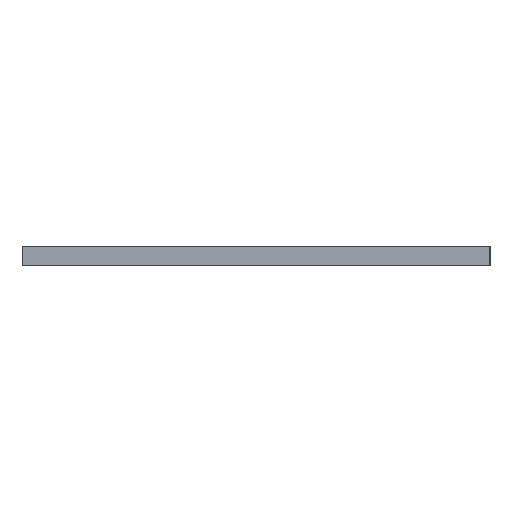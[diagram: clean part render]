
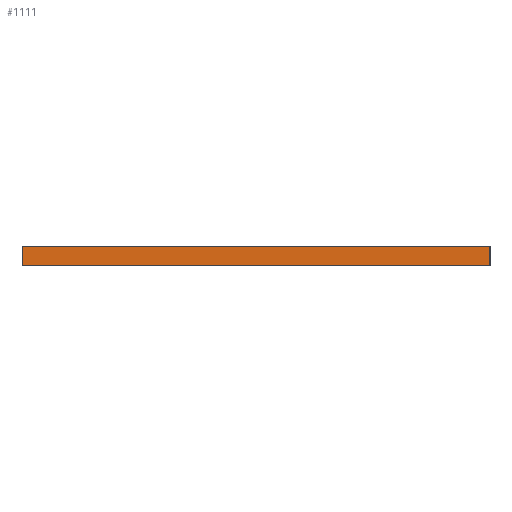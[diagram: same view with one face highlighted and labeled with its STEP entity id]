
A CAD part, left-side view. The second image highlights one B-rep face of the part: STEP entity #1111.
In plain terms, the highlighted planar face has unit normal (-1, 0, 0).
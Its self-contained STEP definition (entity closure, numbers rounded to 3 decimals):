
#21 = DIRECTION ( 'NONE',  ( 0., -1., 0. ) ) ;
#48 = CARTESIAN_POINT ( 'NONE',  ( -152.4, -76.2, 6.35 ) ) ;
#123 = VECTOR ( 'NONE', #770, 1000. ) ;
#151 = CARTESIAN_POINT ( 'NONE',  ( -152.4, 76.2, 0. ) ) ;
#297 = LINE ( 'NONE', #1284, #123 ) ;
#357 = AXIS2_PLACEMENT_3D ( 'NONE', #1279, #403, #599 ) ;
#403 = DIRECTION ( 'NONE',  ( 1., 0., 0. ) ) ;
#425 = PLANE ( 'NONE',  #357 ) ;
#508 = LINE ( 'NONE', #48, #594 ) ;
#516 = ORIENTED_EDGE ( 'NONE', *, *, #1297, .F. ) ;
#518 = VERTEX_POINT ( 'NONE', #1420 ) ;
#594 = VECTOR ( 'NONE', #1029, 1000. ) ;
#599 = DIRECTION ( 'NONE',  ( 0., 1., 0. ) ) ;
#661 = LINE ( 'NONE', #2019, #2054 ) ;
#703 = EDGE_CURVE ( 'NONE', #518, #1239, #297, .T. ) ;
#743 = CARTESIAN_POINT ( 'NONE',  ( -152.4, -76.2, 6.35 ) ) ;
#770 = DIRECTION ( 'NONE',  ( 0., 0., -1. ) ) ;
#799 = VECTOR ( 'NONE', #1662, 1000. ) ;
#903 = CARTESIAN_POINT ( 'NONE',  ( -152.4, -76.2, 0. ) ) ;
#935 = VERTEX_POINT ( 'NONE', #903 ) ;
#995 = CARTESIAN_POINT ( 'NONE',  ( -152.4, 76.2, 6.35 ) ) ;
#1029 = DIRECTION ( 'NONE',  ( 0., 0., -1. ) ) ;
#1049 = VERTEX_POINT ( 'NONE', #743 ) ;
#1111 = ADVANCED_FACE ( 'NONE', ( #1767 ), #425, .F. ) ;
#1239 = VERTEX_POINT ( 'NONE', #151 ) ;
#1279 = CARTESIAN_POINT ( 'NONE',  ( -152.4, 76.2, 6.35 ) ) ;
#1284 = CARTESIAN_POINT ( 'NONE',  ( -152.4, 76.2, 6.35 ) ) ;
#1297 = EDGE_CURVE ( 'NONE', #518, #1049, #2135, .T. ) ;
#1341 = EDGE_CURVE ( 'NONE', #1239, #935, #661, .T. ) ;
#1404 = EDGE_LOOP ( 'NONE', ( #1658, #1457, #516, #2109 ) ) ;
#1410 = EDGE_CURVE ( 'NONE', #1049, #935, #508, .T. ) ;
#1420 = CARTESIAN_POINT ( 'NONE',  ( -152.4, 76.2, 6.35 ) ) ;
#1457 = ORIENTED_EDGE ( 'NONE', *, *, #1410, .F. ) ;
#1658 = ORIENTED_EDGE ( 'NONE', *, *, #1341, .T. ) ;
#1662 = DIRECTION ( 'NONE',  ( 0., -1., 0. ) ) ;
#1767 = FACE_OUTER_BOUND ( 'NONE', #1404, .T. ) ;
#2019 = CARTESIAN_POINT ( 'NONE',  ( -152.4, 76.2, 0. ) ) ;
#2054 = VECTOR ( 'NONE', #21, 1000. ) ;
#2109 = ORIENTED_EDGE ( 'NONE', *, *, #703, .T. ) ;
#2135 = LINE ( 'NONE', #995, #799 ) ;
